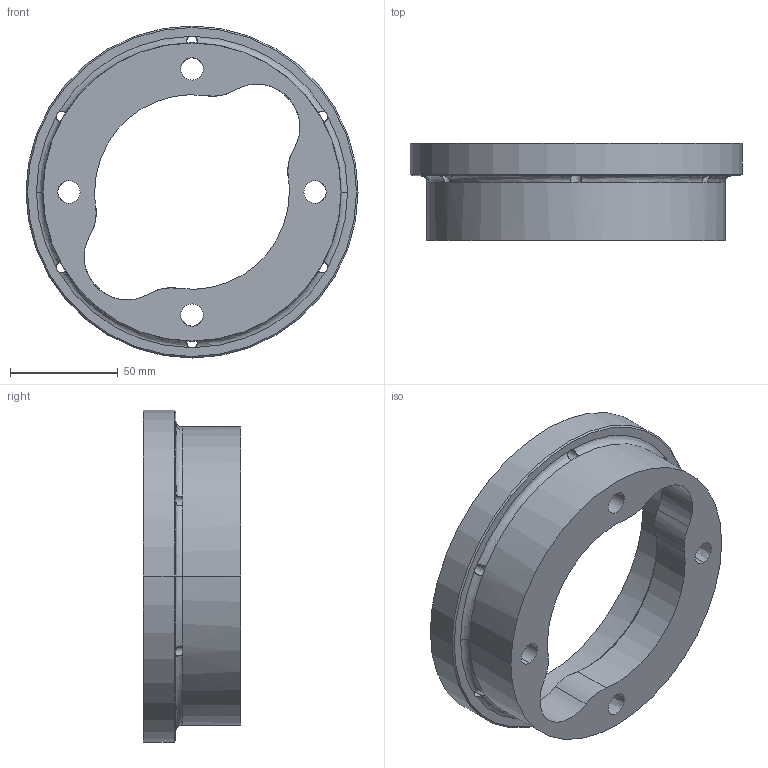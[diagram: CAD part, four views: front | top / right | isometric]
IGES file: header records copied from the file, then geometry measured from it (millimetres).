
Start section: START RECORD GO HERE.
Global section: file name: Moyeu disque flottant CP4136-208_evo_2.igs; native system: DASSAULT SYSTEMES CATIA Version 5-6 Release 2017 - www.3ds.com; preprocessor: V5-6R2017_5.27.0.0.10-19-2016.20.00; author: PIVERT; organization: FFM; date: 20190110.221505; units: millimetre
Bounding box: 154 x 45 x 154 mm (x, y, z)
Surface area: 60527 mm2 (no closed solid volume)
Topology: 0 solids, 0 shells, 65 faces, 388 edges, 388 vertices
Faces by surface type: revolution 54, plane 11
